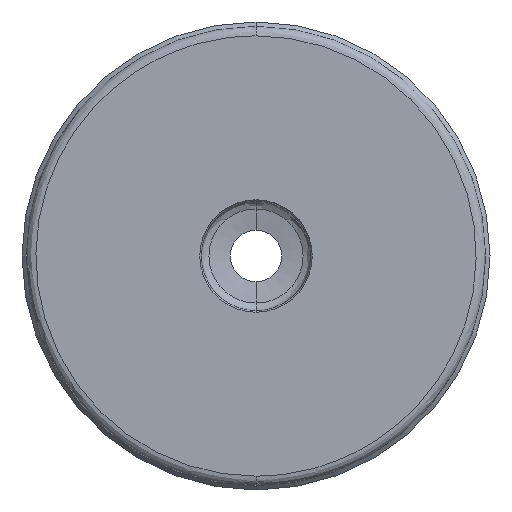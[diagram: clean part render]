
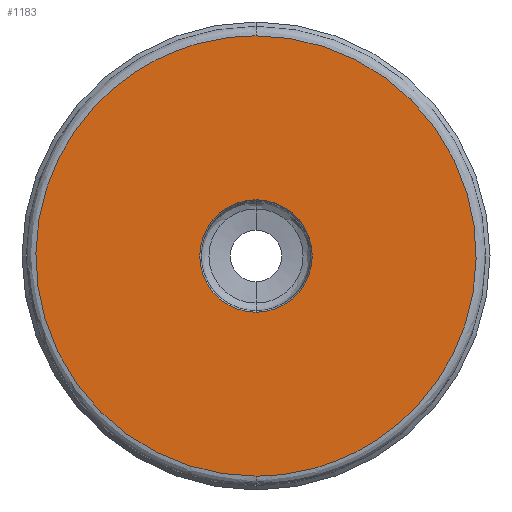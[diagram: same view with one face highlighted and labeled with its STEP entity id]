
A CAD part, front view. The second image highlights one B-rep face of the part: STEP entity #1183.
In plain terms, the highlighted planar face has unit normal (0, -1, 0).
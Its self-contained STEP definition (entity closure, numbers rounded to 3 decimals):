
#92 = CARTESIAN_POINT ( 'NONE',  ( 0., -1.654, -23.5 ) ) ;
#152 = CARTESIAN_POINT ( 'NONE',  ( 0., -1.654, -23.5 ) ) ;
#198 =( BOUNDED_CURVE ( )  B_SPLINE_CURVE ( 3, ( #3119, #1394, #1643, #152 ),
 .UNSPECIFIED., .F., .T. ) 
 B_SPLINE_CURVE_WITH_KNOTS ( ( 4, 4 ),
 ( 0., 1. ),
 .UNSPECIFIED. ) 
 CURVE ( )  GEOMETRIC_REPRESENTATION_ITEM ( )  RATIONAL_B_SPLINE_CURVE ( ( 1., 0.333, 0.333, 1. ) ) 
 REPRESENTATION_ITEM ( '' )  );
#206 = VERTEX_POINT ( 'NONE', #2044 ) ;
#286 = CARTESIAN_POINT ( 'NONE',  ( 0., -1.654, 6. ) ) ;
#333 = CARTESIAN_POINT ( 'NONE',  ( -47., -1.654, -23.5 ) ) ;
#412 = DIRECTION ( 'NONE',  ( 0., 1., 0. ) ) ;
#413 = ORIENTED_EDGE ( 'NONE', *, *, #2715, .F. ) ;
#578 = CARTESIAN_POINT ( 'NONE',  ( 0., -1.654, 23.5 ) ) ;
#612 = EDGE_CURVE ( 'NONE', #206, #2737, #1935, .T. ) ;
#650 = CARTESIAN_POINT ( 'NONE',  ( 0., -1.654, 23.5 ) ) ;
#683 = VERTEX_POINT ( 'NONE', #2786 ) ;
#758 = FACE_OUTER_BOUND ( 'NONE', #1993, .T. ) ;
#884 = ORIENTED_EDGE ( 'NONE', *, *, #3169, .F. ) ;
#963 = ORIENTED_EDGE ( 'NONE', *, *, #2704, .F. ) ;
#983 = CIRCLE ( 'NONE', #1850, 6. ) ;
#1050 = CARTESIAN_POINT ( 'NONE',  ( 0., -1.654, 0. ) ) ;
#1183 = ADVANCED_FACE ( 'NONE', ( #1879, #758 ), #1657, .F. ) ;
#1297 = DIRECTION ( 'NONE',  ( 0., 0., 1. ) ) ;
#1378 = DIRECTION ( 'NONE',  ( 0., -1., 0. ) ) ;
#1394 = CARTESIAN_POINT ( 'NONE',  ( 47., -1.654, 23.5 ) ) ;
#1412 = EDGE_LOOP ( 'NONE', ( #963, #884 ) ) ;
#1461 = ORIENTED_EDGE ( 'NONE', *, *, #612, .F. ) ;
#1546 = AXIS2_PLACEMENT_3D ( 'NONE', #2871, #1378, #3107 ) ;
#1643 = CARTESIAN_POINT ( 'NONE',  ( 47., -1.654, -23.5 ) ) ;
#1657 = PLANE ( 'NONE',  #2670 ) ;
#1850 = AXIS2_PLACEMENT_3D ( 'NONE', #1050, #2790, #1297 ) ;
#1879 = FACE_BOUND ( 'NONE', #1412, .T. ) ;
#1923 = CARTESIAN_POINT ( 'NONE',  ( 6., -1.654, 0. ) ) ;
#1935 =( BOUNDED_CURVE ( )  B_SPLINE_CURVE ( 3, ( #92, #333, #2085, #578 ),
 .UNSPECIFIED., .F., .T. ) 
 B_SPLINE_CURVE_WITH_KNOTS ( ( 4, 4 ),
 ( 0., 1. ),
 .UNSPECIFIED. ) 
 CURVE ( )  GEOMETRIC_REPRESENTATION_ITEM ( )  RATIONAL_B_SPLINE_CURVE ( ( 1., 0.333, 0.333, 1. ) ) 
 REPRESENTATION_ITEM ( '' )  );
#1993 = EDGE_LOOP ( 'NONE', ( #1461, #413 ) ) ;
#2044 = CARTESIAN_POINT ( 'NONE',  ( 0., -1.654, -23.5 ) ) ;
#2085 = CARTESIAN_POINT ( 'NONE',  ( -47., -1.654, 23.5 ) ) ;
#2165 = DIRECTION ( 'NONE',  ( 0., 0., 1. ) ) ;
#2470 = VERTEX_POINT ( 'NONE', #286 ) ;
#2670 = AXIS2_PLACEMENT_3D ( 'NONE', #1923, #412, #2165 ) ;
#2704 = EDGE_CURVE ( 'NONE', #2470, #683, #3194, .T. ) ;
#2715 = EDGE_CURVE ( 'NONE', #2737, #206, #198, .T. ) ;
#2737 = VERTEX_POINT ( 'NONE', #650 ) ;
#2786 = CARTESIAN_POINT ( 'NONE',  ( 0., -1.654, -6. ) ) ;
#2790 = DIRECTION ( 'NONE',  ( 0., -1., 0. ) ) ;
#2871 = CARTESIAN_POINT ( 'NONE',  ( 0., -1.654, 0. ) ) ;
#3107 = DIRECTION ( 'NONE',  ( 0., 0., 1. ) ) ;
#3119 = CARTESIAN_POINT ( 'NONE',  ( 0., -1.654, 23.5 ) ) ;
#3169 = EDGE_CURVE ( 'NONE', #683, #2470, #983, .T. ) ;
#3194 = CIRCLE ( 'NONE', #1546, 6. ) ;
